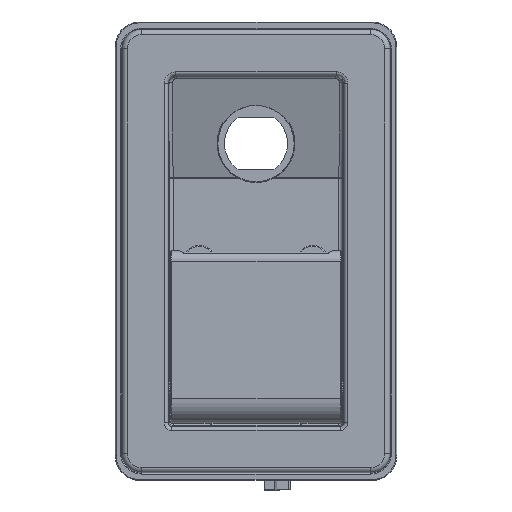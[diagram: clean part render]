
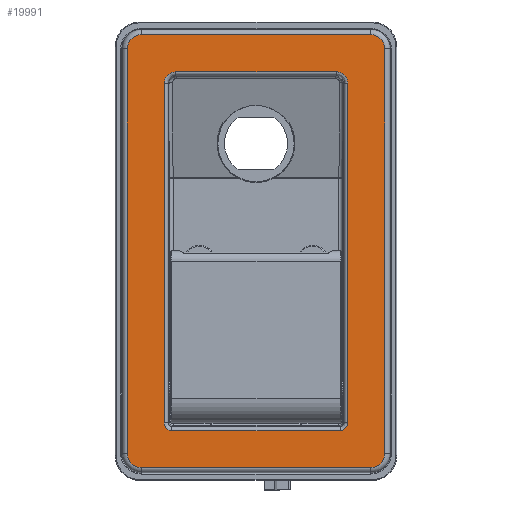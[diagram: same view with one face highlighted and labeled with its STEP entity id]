
A CAD part, top view. The second image highlights one B-rep face of the part: STEP entity #19991.
In plain terms, the highlighted planar face has unit normal (0, 0, 1).
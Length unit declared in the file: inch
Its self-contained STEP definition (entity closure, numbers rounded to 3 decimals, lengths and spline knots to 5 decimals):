
#927=ELLIPSE('',#21295,0.14065,0.14063);
#928=ELLIPSE('',#21296,0.09378,0.09375);
#929=ELLIPSE('',#21297,0.09378,0.09375);
#930=ELLIPSE('',#21298,0.14065,0.14063);
#991=FACE_BOUND('',#5912,.T.);
#1129=LINE('',#29530,#2672);
#1132=LINE('',#29545,#2675);
#1134=LINE('',#29557,#2677);
#1136=LINE('',#29569,#2679);
#1142=LINE('',#29585,#2685);
#1143=LINE('',#29589,#2686);
#1144=LINE('',#29593,#2687);
#1145=LINE('',#29597,#2688);
#2672=VECTOR('',#23488,0.3937);
#2675=VECTOR('',#23505,0.3937);
#2677=VECTOR('',#23519,0.3937);
#2679=VECTOR('',#23533,0.3937);
#2685=VECTOR('',#23555,0.3937);
#2686=VECTOR('',#23558,0.3937);
#2687=VECTOR('',#23561,0.3937);
#2688=VECTOR('',#23564,0.3937);
#4168=PLANE('',#21294);
#4729=FACE_OUTER_BOUND('',#5911,.T.);
#5911=EDGE_LOOP('',(#13146,#13147,#13148,#13149,#13150,#13151,#13152,#13153));
#5912=EDGE_LOOP('',(#13154,#13155,#13156,#13157,#13158,#13159,#13160,#13161));
#7171=CIRCLE('',#21272,0.17188);
#7175=CIRCLE('',#21278,0.17188);
#7179=CIRCLE('',#21284,0.17188);
#7182=CIRCLE('',#21289,0.17188);
#8132=VERTEX_POINT('',#29527);
#8133=VERTEX_POINT('',#29529);
#8135=VERTEX_POINT('',#29535);
#8137=VERTEX_POINT('',#29541);
#8139=VERTEX_POINT('',#29547);
#8141=VERTEX_POINT('',#29553);
#8143=VERTEX_POINT('',#29559);
#8145=VERTEX_POINT('',#29565);
#8147=VERTEX_POINT('',#29583);
#8148=VERTEX_POINT('',#29584);
#8149=VERTEX_POINT('',#29586);
#8150=VERTEX_POINT('',#29588);
#8151=VERTEX_POINT('',#29590);
#8152=VERTEX_POINT('',#29592);
#8153=VERTEX_POINT('',#29594);
#8154=VERTEX_POINT('',#29596);
#10040=EDGE_CURVE('',#8132,#8133,#1129,.T.);
#10045=EDGE_CURVE('',#8133,#8135,#7171,.T.);
#10048=EDGE_CURVE('',#8135,#8137,#1132,.T.);
#10051=EDGE_CURVE('',#8137,#8139,#7175,.T.);
#10054=EDGE_CURVE('',#8139,#8141,#1134,.T.);
#10057=EDGE_CURVE('',#8141,#8143,#7179,.T.);
#10060=EDGE_CURVE('',#8143,#8145,#1136,.T.);
#10062=EDGE_CURVE('',#8145,#8132,#7182,.T.);
#10068=EDGE_CURVE('',#8147,#8148,#1142,.T.);
#10069=EDGE_CURVE('',#8149,#8147,#927,.T.);
#10070=EDGE_CURVE('',#8150,#8149,#1143,.T.);
#10071=EDGE_CURVE('',#8151,#8150,#928,.T.);
#10072=EDGE_CURVE('',#8152,#8151,#1144,.T.);
#10073=EDGE_CURVE('',#8153,#8152,#929,.T.);
#10074=EDGE_CURVE('',#8154,#8153,#1145,.T.);
#10075=EDGE_CURVE('',#8148,#8154,#930,.T.);
#13146=ORIENTED_EDGE('',*,*,#10040,.F.);
#13147=ORIENTED_EDGE('',*,*,#10062,.F.);
#13148=ORIENTED_EDGE('',*,*,#10060,.F.);
#13149=ORIENTED_EDGE('',*,*,#10057,.F.);
#13150=ORIENTED_EDGE('',*,*,#10054,.F.);
#13151=ORIENTED_EDGE('',*,*,#10051,.F.);
#13152=ORIENTED_EDGE('',*,*,#10048,.F.);
#13153=ORIENTED_EDGE('',*,*,#10045,.F.);
#13154=ORIENTED_EDGE('',*,*,#10068,.F.);
#13155=ORIENTED_EDGE('',*,*,#10069,.F.);
#13156=ORIENTED_EDGE('',*,*,#10070,.F.);
#13157=ORIENTED_EDGE('',*,*,#10071,.F.);
#13158=ORIENTED_EDGE('',*,*,#10072,.F.);
#13159=ORIENTED_EDGE('',*,*,#10073,.F.);
#13160=ORIENTED_EDGE('',*,*,#10074,.F.);
#13161=ORIENTED_EDGE('',*,*,#10075,.F.);
#19991=ADVANCED_FACE('',(#4729,#991),#4168,.T.);
#21272=AXIS2_PLACEMENT_3D('',#29539,#23498,#23499);
#21278=AXIS2_PLACEMENT_3D('',#29551,#23512,#23513);
#21284=AXIS2_PLACEMENT_3D('',#29563,#23526,#23527);
#21289=AXIS2_PLACEMENT_3D('',#29572,#23538,#23539);
#21294=AXIS2_PLACEMENT_3D('',#29582,#23553,#23554);
#21295=AXIS2_PLACEMENT_3D('',#29587,#23556,#23557);
#21296=AXIS2_PLACEMENT_3D('',#29591,#23559,#23560);
#21297=AXIS2_PLACEMENT_3D('',#29595,#23562,#23563);
#21298=AXIS2_PLACEMENT_3D('',#29598,#23565,#23566);
#23488=DIRECTION('',(0.,-1.,0.));
#23498=DIRECTION('center_axis',(0.,0.,
-1.));
#23499=DIRECTION('ref_axis',(0.707,-0.707,0.));
#23505=DIRECTION('',(-1.,0.,0.));
#23512=DIRECTION('center_axis',(0.,0.,
-1.));
#23513=DIRECTION('ref_axis',(-0.707,-0.707,0.));
#23519=DIRECTION('',(0.,1.,0.));
#23526=DIRECTION('center_axis',(0.,0.,
-1.));
#23527=DIRECTION('ref_axis',(-0.707,0.707,0.));
#23533=DIRECTION('',(1.,0.,0.));
#23538=DIRECTION('center_axis',(0.,0.,
-1.));
#23539=DIRECTION('ref_axis',(0.707,0.707,0.));
#23553=DIRECTION('center_axis',(0.,0.,
1.));
#23554=DIRECTION('ref_axis',(-1.,0.,0.));
#23555=DIRECTION('',(-1.,0.,0.));
#23556=DIRECTION('center_axis',(0.,0.,
1.));
#23557=DIRECTION('ref_axis',(1.,0.,0.));
#23558=DIRECTION('',(0.,1.,0.));
#23559=DIRECTION('center_axis',(0.,0.,
1.));
#23560=DIRECTION('ref_axis',(0.707,-0.707,0.));
#23561=DIRECTION('',(1.,0.,0.));
#23562=DIRECTION('center_axis',(0.,0.,
1.));
#23563=DIRECTION('ref_axis',(-0.707,-0.707,0.));
#23564=DIRECTION('',(0.,-1.,0.));
#23565=DIRECTION('center_axis',(0.,0.,
1.));
#23566=DIRECTION('ref_axis',(-1.,0.,0.));
#29527=CARTESIAN_POINT('',(1.5625,2.45313,0.125));
#29529=CARTESIAN_POINT('',(1.5625,-2.45313,0.125));
#29530=CARTESIAN_POINT('',(1.5625,-1.22656,0.125));
#29535=CARTESIAN_POINT('',(1.39063,-2.625,0.125));
#29539=CARTESIAN_POINT('Origin',(1.39063,-2.45313,0.125));
#29541=CARTESIAN_POINT('',(-1.39063,-2.625,0.125));
#29545=CARTESIAN_POINT('',(-0.69531,-2.625,0.125));
#29547=CARTESIAN_POINT('',(-1.5625,-2.45313,0.125));
#29551=CARTESIAN_POINT('Origin',(-1.39063,-2.45313,0.125));
#29553=CARTESIAN_POINT('',(-1.5625,2.45313,0.125));
#29557=CARTESIAN_POINT('',(-1.5625,1.22656,0.125));
#29559=CARTESIAN_POINT('',(-1.39063,2.625,0.125));
#29563=CARTESIAN_POINT('Origin',(-1.39063,2.45313,0.125));
#29565=CARTESIAN_POINT('',(1.39063,2.625,0.125));
#29569=CARTESIAN_POINT('',(0.69531,2.625,0.125));
#29572=CARTESIAN_POINT('Origin',(1.39063,2.45313,0.125));
#29582=CARTESIAN_POINT('Origin',(0.,0.,
0.125));
#29583=CARTESIAN_POINT('',(0.97259,2.17438,0.125));
#29584=CARTESIAN_POINT('',(-0.97259,2.17438,0.125));
#29585=CARTESIAN_POINT('',(0.5625,2.17438,0.125));
#29586=CARTESIAN_POINT('',(1.11324,2.03375,0.125));
#29587=CARTESIAN_POINT('Origin',(0.97259,2.03375,0.125));
#29588=CARTESIAN_POINT('',(1.11324,-2.082,0.125));
#29589=CARTESIAN_POINT('',(1.11324,-1.09375,0.125));
#29590=CARTESIAN_POINT('',(1.0195,-2.17574,0.125));
#29591=CARTESIAN_POINT('Origin',(1.01947,-2.08197,0.125));
#29592=CARTESIAN_POINT('',(-1.0195,-2.17574,0.125));
#29593=CARTESIAN_POINT('',(-0.5625,-2.17574,0.125));
#29594=CARTESIAN_POINT('',(-1.11324,-2.082,0.125));
#29595=CARTESIAN_POINT('Origin',(-1.01947,-2.08197,0.125));
#29596=CARTESIAN_POINT('',(-1.11324,2.03375,0.125));
#29597=CARTESIAN_POINT('',(-1.11324,1.09375,0.125));
#29598=CARTESIAN_POINT('Origin',(-0.97259,2.03375,0.125));
